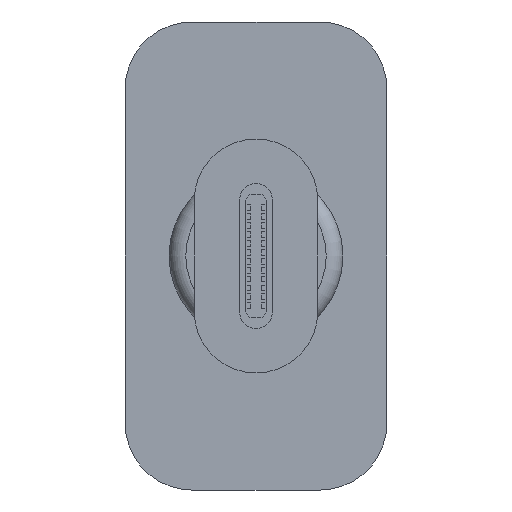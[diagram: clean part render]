
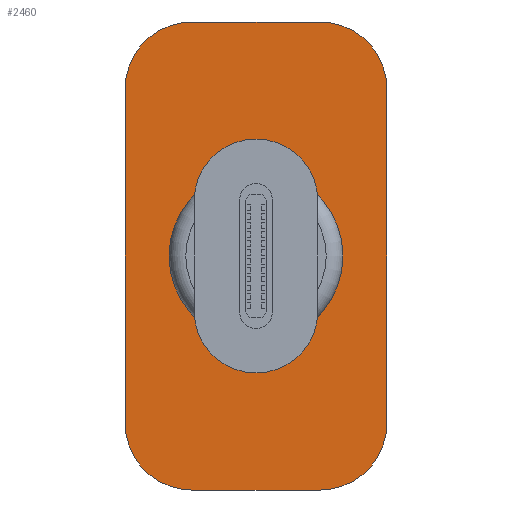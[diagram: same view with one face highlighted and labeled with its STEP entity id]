
A CAD part, left-side view. The second image highlights one B-rep face of the part: STEP entity #2460.
In plain terms, the highlighted planar face has unit normal (-1, 0, 0).
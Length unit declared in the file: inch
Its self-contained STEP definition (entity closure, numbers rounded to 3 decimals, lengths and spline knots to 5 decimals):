
#62 = EDGE_CURVE ( 'NONE', #66962, #80969, #64654, .T. ) ;
#1323 = VERTEX_POINT ( 'NONE', #14684 ) ;
#2460 = ADVANCED_FACE ( 'NONE', ( #37005, #11142 ), #35371, .T. ) ;
#3758 = CARTESIAN_POINT ( 'NONE',  ( -0.89, -0.115, -0.42 ) ) ;
#5050 = ORIENTED_EDGE ( 'NONE', *, *, #44119, .F. ) ;
#5088 = DIRECTION ( 'NONE',  ( 0., 0., 1. ) ) ;
#6653 = ORIENTED_EDGE ( 'NONE', *, *, #71706, .F. ) ;
#11142 = FACE_OUTER_BOUND ( 'NONE', #42733, .T. ) ;
#11168 = CIRCLE ( 'NONE', #39989, 0.12 ) ;
#12586 = DIRECTION ( 'NONE',  ( 0., 0., 1. ) ) ;
#12665 = DIRECTION ( 'NONE',  ( 0., 0., 1. ) ) ;
#12672 = CARTESIAN_POINT ( 'NONE',  ( -0.89, 0.115, -0.42 ) ) ;
#14684 = CARTESIAN_POINT ( 'NONE',  ( -0.89, 0., -0.156 ) ) ;
#18036 = CARTESIAN_POINT ( 'NONE',  ( -0.89, 0.115, 0.42 ) ) ;
#19386 = CARTESIAN_POINT ( 'NONE',  ( -0.89, 0.235, 0.3 ) ) ;
#19691 = LINE ( 'NONE', #58124, #51505 ) ;
#20886 = DIRECTION ( 'NONE',  ( 0., -1., 0. ) ) ;
#21453 = AXIS2_PLACEMENT_3D ( 'NONE', #25437, #82406, #31250 ) ;
#21887 = VERTEX_POINT ( 'NONE', #38209 ) ;
#22021 = CIRCLE ( 'NONE', #50790, 0.12 ) ;
#23425 = EDGE_CURVE ( 'NONE', #27793, #21887, #11168, .T. ) ;
#23741 = CARTESIAN_POINT ( 'NONE',  ( -0.89, 0., 0. ) ) ;
#25437 = CARTESIAN_POINT ( 'NONE',  ( -0.89, 0.115, -0.3 ) ) ;
#25482 = DIRECTION ( 'NONE',  ( 0., 0., 1. ) ) ;
#26337 = ORIENTED_EDGE ( 'NONE', *, *, #64702, .F. ) ;
#26808 = EDGE_CURVE ( 'NONE', #80969, #27793, #49370, .T. ) ;
#27093 = ORIENTED_EDGE ( 'NONE', *, *, #77677, .F. ) ;
#27793 = VERTEX_POINT ( 'NONE', #69869 ) ;
#28156 = CIRCLE ( 'NONE', #21453, 0.12 ) ;
#30418 = VERTEX_POINT ( 'NONE', #54038 ) ;
#31250 = DIRECTION ( 'NONE',  ( 0., 0., 1. ) ) ;
#32666 = ORIENTED_EDGE ( 'NONE', *, *, #53660, .F. ) ;
#33401 = CARTESIAN_POINT ( 'NONE',  ( -0.89, -0.115, 0.42 ) ) ;
#35371 = PLANE ( 'NONE',  #71218 ) ;
#36638 = CARTESIAN_POINT ( 'NONE',  ( -0.89, 0., 0.156 ) ) ;
#36744 = CARTESIAN_POINT ( 'NONE',  ( -0.89, -0.115, -0.3 ) ) ;
#37005 = FACE_BOUND ( 'NONE', #66110, .T. ) ;
#38136 = DIRECTION ( 'NONE',  ( 0., 0., -1. ) ) ;
#38209 = CARTESIAN_POINT ( 'NONE',  ( -0.89, -0.235, 0.3 ) ) ;
#39854 = VECTOR ( 'NONE', #12665, 39.37008 ) ;
#39933 = LINE ( 'NONE', #77172, #39854 ) ;
#39989 = AXIS2_PLACEMENT_3D ( 'NONE', #55968, #49282, #5088 ) ;
#41726 = DIRECTION ( 'NONE',  ( 0., 0., 1. ) ) ;
#42655 = CARTESIAN_POINT ( 'NONE',  ( -0.89, -0.235, -0.3 ) ) ;
#42733 = EDGE_LOOP ( 'NONE', ( #60509, #61616, #5050, #6653, #79920, #76687, #77776, #26337 ) ) ;
#42794 = AXIS2_PLACEMENT_3D ( 'NONE', #58218, #51021, #25482 ) ;
#44119 = EDGE_CURVE ( 'NONE', #70945, #79464, #22021, .T. ) ;
#48379 = CARTESIAN_POINT ( 'NONE',  ( -0.89, 0.115, -0.3 ) ) ;
#49282 = DIRECTION ( 'NONE',  ( 1., 0., 0. ) ) ;
#49370 = LINE ( 'NONE', #33401, #82303 ) ;
#50790 = AXIS2_PLACEMENT_3D ( 'NONE', #36744, #81231, #75114 ) ;
#51021 = DIRECTION ( 'NONE',  ( 1., 0., 0. ) ) ;
#51171 = DIRECTION ( 'NONE',  ( 0., 1., 0. ) ) ;
#51505 = VECTOR ( 'NONE', #38136, 39.37008 ) ;
#53660 = EDGE_CURVE ( 'NONE', #1323, #61012, #53939, .T. ) ;
#53939 = CIRCLE ( 'NONE', #76002, 0.156 ) ;
#54038 = CARTESIAN_POINT ( 'NONE',  ( -0.89, 0.235, -0.3 ) ) ;
#55968 = CARTESIAN_POINT ( 'NONE',  ( -0.89, -0.115, 0.3 ) ) ;
#56378 = VERTEX_POINT ( 'NONE', #12672 ) ;
#58124 = CARTESIAN_POINT ( 'NONE',  ( -0.89, -0.235, 0.3 ) ) ;
#58218 = CARTESIAN_POINT ( 'NONE',  ( -0.89, 0.115, 0.3 ) ) ;
#60509 = ORIENTED_EDGE ( 'NONE', *, *, #68519, .F. ) ;
#61012 = VERTEX_POINT ( 'NONE', #36638 ) ;
#61616 = ORIENTED_EDGE ( 'NONE', *, *, #66263, .F. ) ;
#62943 = AXIS2_PLACEMENT_3D ( 'NONE', #23741, #63709, #12586 ) ;
#63709 = DIRECTION ( 'NONE',  ( -1., 0., 0. ) ) ;
#64654 = CIRCLE ( 'NONE', #42794, 0.12 ) ;
#64702 = EDGE_CURVE ( 'NONE', #30418, #66962, #39933, .T. ) ;
#65221 = DIRECTION ( 'NONE',  ( -1., 0., 0. ) ) ;
#65494 = DIRECTION ( 'NONE',  ( 0., 0., 1. ) ) ;
#66110 = EDGE_LOOP ( 'NONE', ( #32666, #27093 ) ) ;
#66263 = EDGE_CURVE ( 'NONE', #79464, #56378, #69414, .T. ) ;
#66962 = VERTEX_POINT ( 'NONE', #19386 ) ;
#68519 = EDGE_CURVE ( 'NONE', #56378, #30418, #28156, .T. ) ;
#69414 = LINE ( 'NONE', #82051, #78393 ) ;
#69869 = CARTESIAN_POINT ( 'NONE',  ( -0.89, -0.115, 0.42 ) ) ;
#70945 = VERTEX_POINT ( 'NONE', #42655 ) ;
#71218 = AXIS2_PLACEMENT_3D ( 'NONE', #48379, #74013, #41726 ) ;
#71706 = EDGE_CURVE ( 'NONE', #21887, #70945, #19691, .T. ) ;
#74013 = DIRECTION ( 'NONE',  ( -1., 0., 0. ) ) ;
#75114 = DIRECTION ( 'NONE',  ( 0., 0., -1. ) ) ;
#76002 = AXIS2_PLACEMENT_3D ( 'NONE', #78047, #65221, #65494 ) ;
#76687 = ORIENTED_EDGE ( 'NONE', *, *, #26808, .F. ) ;
#77172 = CARTESIAN_POINT ( 'NONE',  ( -0.89, 0.235, 0.3 ) ) ;
#77677 = EDGE_CURVE ( 'NONE', #61012, #1323, #77916, .T. ) ;
#77776 = ORIENTED_EDGE ( 'NONE', *, *, #62, .F. ) ;
#77916 = CIRCLE ( 'NONE', #62943, 0.156 ) ;
#78047 = CARTESIAN_POINT ( 'NONE',  ( -0.89, 0., 0. ) ) ;
#78393 = VECTOR ( 'NONE', #51171, 39.37008 ) ;
#79464 = VERTEX_POINT ( 'NONE', #3758 ) ;
#79920 = ORIENTED_EDGE ( 'NONE', *, *, #23425, .F. ) ;
#80969 = VERTEX_POINT ( 'NONE', #18036 ) ;
#81231 = DIRECTION ( 'NONE',  ( 1., 0., 0. ) ) ;
#82051 = CARTESIAN_POINT ( 'NONE',  ( -0.89, -0.115, -0.42 ) ) ;
#82303 = VECTOR ( 'NONE', #20886, 39.37008 ) ;
#82406 = DIRECTION ( 'NONE',  ( 1., 0., 0. ) ) ;
